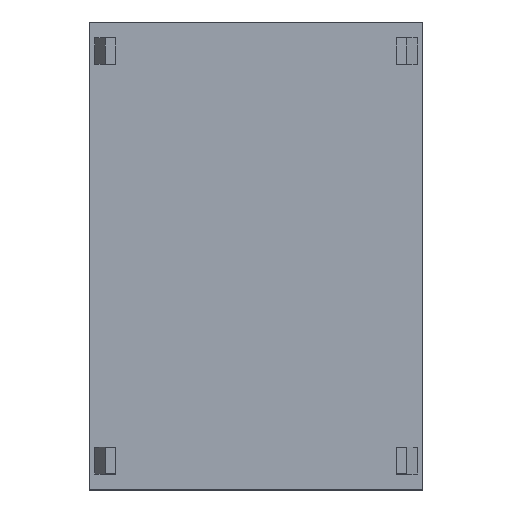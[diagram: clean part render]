
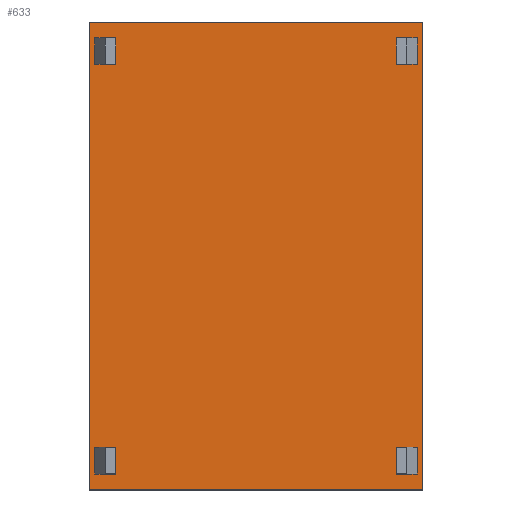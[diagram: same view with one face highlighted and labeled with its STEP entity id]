
A CAD part, top view. The second image highlights one B-rep face of the part: STEP entity #633.
In plain terms, the highlighted planar face has unit normal (0, 0, 1).
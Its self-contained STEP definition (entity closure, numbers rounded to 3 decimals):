
#15=FACE_BOUND('',#86,.T.);
#16=FACE_BOUND('',#87,.T.);
#17=FACE_BOUND('',#88,.T.);
#18=FACE_BOUND('',#89,.T.);
#51=FACE_OUTER_BOUND('',#85,.T.);
#85=EDGE_LOOP('',(#543,#544,#545,#546));
#86=EDGE_LOOP('',(#547,#548,#549,#550));
#87=EDGE_LOOP('',(#551,#552,#553,#554));
#88=EDGE_LOOP('',(#555,#556,#557,#558));
#89=EDGE_LOOP('',(#559,#560,#561,#562));
#100=LINE('',#859,#184);
#105=LINE('',#868,#189);
#112=LINE('',#884,#196);
#118=LINE('',#895,#202);
#128=LINE('',#917,#212);
#133=LINE('',#926,#217);
#143=LINE('',#948,#227);
#148=LINE('',#957,#232);
#150=LINE('',#961,#234);
#151=LINE('',#963,#235);
#153=LINE('',#967,#237);
#154=LINE('',#969,#238);
#156=LINE('',#973,#240);
#157=LINE('',#975,#241);
#160=LINE('',#981,#244);
#161=LINE('',#983,#245);
#165=LINE('',#993,#249);
#168=LINE('',#999,#252);
#171=LINE('',#1005,#255);
#174=LINE('',#1009,#258);
#184=VECTOR('',#700,10.);
#189=VECTOR('',#709,10.);
#196=VECTOR('',#720,10.);
#202=VECTOR('',#730,10.);
#212=VECTOR('',#746,10.);
#217=VECTOR('',#755,10.);
#227=VECTOR('',#771,10.);
#232=VECTOR('',#780,10.);
#234=VECTOR('',#784,10.);
#235=VECTOR('',#787,10.);
#237=VECTOR('',#791,10.);
#238=VECTOR('',#794,10.);
#240=VECTOR('',#798,10.);
#241=VECTOR('',#801,10.);
#244=VECTOR('',#806,10.);
#245=VECTOR('',#809,10.);
#249=VECTOR('',#817,10.);
#252=VECTOR('',#822,10.);
#255=VECTOR('',#827,10.);
#258=VECTOR('',#832,10.);
#266=VERTEX_POINT('',#856);
#267=VERTEX_POINT('',#858);
#269=VERTEX_POINT('',#866);
#275=VERTEX_POINT('',#881);
#276=VERTEX_POINT('',#883);
#279=VERTEX_POINT('',#893);
#287=VERTEX_POINT('',#914);
#288=VERTEX_POINT('',#916);
#290=VERTEX_POINT('',#924);
#298=VERTEX_POINT('',#945);
#299=VERTEX_POINT('',#947);
#301=VERTEX_POINT('',#955);
#302=VERTEX_POINT('',#959);
#303=VERTEX_POINT('',#965);
#304=VERTEX_POINT('',#971);
#306=VERTEX_POINT('',#979);
#309=VERTEX_POINT('',#990);
#310=VERTEX_POINT('',#992);
#312=VERTEX_POINT('',#998);
#314=VERTEX_POINT('',#1004);
#324=EDGE_CURVE('',#267,#266,#100,.T.);
#329=EDGE_CURVE('',#266,#269,#105,.T.);
#336=EDGE_CURVE('',#276,#275,#112,.T.);
#342=EDGE_CURVE('',#275,#279,#118,.T.);
#352=EDGE_CURVE('',#288,#287,#128,.T.);
#357=EDGE_CURVE('',#287,#290,#133,.T.);
#367=EDGE_CURVE('',#299,#298,#143,.T.);
#372=EDGE_CURVE('',#298,#301,#148,.T.);
#374=EDGE_CURVE('',#301,#302,#150,.T.);
#375=EDGE_CURVE('',#302,#299,#151,.T.);
#377=EDGE_CURVE('',#290,#303,#153,.T.);
#378=EDGE_CURVE('',#303,#288,#154,.T.);
#380=EDGE_CURVE('',#269,#304,#156,.T.);
#381=EDGE_CURVE('',#304,#267,#157,.T.);
#384=EDGE_CURVE('',#279,#306,#160,.T.);
#385=EDGE_CURVE('',#306,#276,#161,.T.);
#389=EDGE_CURVE('',#310,#309,#165,.T.);
#392=EDGE_CURVE('',#312,#310,#168,.T.);
#395=EDGE_CURVE('',#314,#312,#171,.T.);
#398=EDGE_CURVE('',#309,#314,#174,.T.);
#543=ORIENTED_EDGE('',*,*,#398,.T.);
#544=ORIENTED_EDGE('',*,*,#395,.T.);
#545=ORIENTED_EDGE('',*,*,#392,.T.);
#546=ORIENTED_EDGE('',*,*,#389,.T.);
#547=ORIENTED_EDGE('',*,*,#374,.T.);
#548=ORIENTED_EDGE('',*,*,#375,.T.);
#549=ORIENTED_EDGE('',*,*,#367,.T.);
#550=ORIENTED_EDGE('',*,*,#372,.T.);
#551=ORIENTED_EDGE('',*,*,#357,.T.);
#552=ORIENTED_EDGE('',*,*,#377,.T.);
#553=ORIENTED_EDGE('',*,*,#378,.T.);
#554=ORIENTED_EDGE('',*,*,#352,.T.);
#555=ORIENTED_EDGE('',*,*,#329,.T.);
#556=ORIENTED_EDGE('',*,*,#380,.T.);
#557=ORIENTED_EDGE('',*,*,#381,.T.);
#558=ORIENTED_EDGE('',*,*,#324,.T.);
#559=ORIENTED_EDGE('',*,*,#342,.T.);
#560=ORIENTED_EDGE('',*,*,#384,.T.);
#561=ORIENTED_EDGE('',*,*,#385,.T.);
#562=ORIENTED_EDGE('',*,*,#336,.T.);
#599=PLANE('',#681);
#633=ADVANCED_FACE('',(#51,#15,#16,#17,#18),#599,.T.);
#681=AXIS2_PLACEMENT_3D('',#1010,#833,#834);
#700=DIRECTION('',(-1.,0.,0.));
#709=DIRECTION('',(0.,1.,0.));
#720=DIRECTION('',(-1.,0.,0.));
#730=DIRECTION('',(0.,1.,0.));
#746=DIRECTION('',(1.,0.,0.));
#755=DIRECTION('',(0.,-1.,0.));
#771=DIRECTION('',(1.,0.,0.));
#780=DIRECTION('',(0.,-1.,0.));
#784=DIRECTION('',(-1.,0.,0.));
#787=DIRECTION('',(0.,1.,0.));
#791=DIRECTION('',(-1.,0.,0.));
#794=DIRECTION('',(0.,1.,0.));
#798=DIRECTION('',(1.,0.,0.));
#801=DIRECTION('',(0.,-1.,0.));
#806=DIRECTION('',(1.,0.,0.));
#809=DIRECTION('',(0.,-1.,0.));
#817=DIRECTION('',(-1.,0.,0.));
#822=DIRECTION('',(0.,1.,0.));
#827=DIRECTION('',(1.,0.,0.));
#832=DIRECTION('',(0.,-1.,0.));
#833=DIRECTION('center_axis',(0.,0.,1.));
#834=DIRECTION('ref_axis',(1.,0.,0.));
#856=CARTESIAN_POINT('',(83.,80.2,2.));
#858=CARTESIAN_POINT('',(85.,80.2,2.));
#859=CARTESIAN_POINT('',(97.2,80.2,2.));
#866=CARTESIAN_POINT('',(83.,85.2,2.));
#868=CARTESIAN_POINT('',(83.,64.65,2.));
#881=CARTESIAN_POINT('',(83.,3.,2.));
#883=CARTESIAN_POINT('',(85.,3.,2.));
#884=CARTESIAN_POINT('',(97.2,3.,2.));
#893=CARTESIAN_POINT('',(83.,8.,2.));
#895=CARTESIAN_POINT('',(83.,26.05,2.));
#914=CARTESIAN_POINT('',(139.8,8.,2.));
#916=CARTESIAN_POINT('',(137.8,8.,2.));
#917=CARTESIAN_POINT('',(125.6,8.,2.));
#924=CARTESIAN_POINT('',(139.8,3.,2.));
#926=CARTESIAN_POINT('',(139.8,23.55,2.));
#945=CARTESIAN_POINT('',(139.8,85.2,2.));
#947=CARTESIAN_POINT('',(137.8,85.2,2.));
#948=CARTESIAN_POINT('',(125.6,85.2,2.));
#955=CARTESIAN_POINT('',(139.8,80.2,2.));
#957=CARTESIAN_POINT('',(139.8,62.15,2.));
#959=CARTESIAN_POINT('',(137.8,80.2,2.));
#961=CARTESIAN_POINT('',(124.6,80.2,2.));
#963=CARTESIAN_POINT('',(137.8,64.65,2.));
#965=CARTESIAN_POINT('',(137.8,3.,2.));
#967=CARTESIAN_POINT('',(124.6,3.,2.));
#969=CARTESIAN_POINT('',(137.8,26.05,2.));
#971=CARTESIAN_POINT('',(85.,85.2,2.));
#973=CARTESIAN_POINT('',(98.2,85.2,2.));
#975=CARTESIAN_POINT('',(85.,62.15,2.));
#979=CARTESIAN_POINT('',(85.,8.,2.));
#981=CARTESIAN_POINT('',(98.2,8.,2.));
#983=CARTESIAN_POINT('',(85.,23.55,2.));
#990=CARTESIAN_POINT('',(80.,88.2,2.));
#992=CARTESIAN_POINT('',(142.8,88.2,2.));
#993=CARTESIAN_POINT('',(142.8,88.2,2.));
#998=CARTESIAN_POINT('',(142.8,0.,2.));
#999=CARTESIAN_POINT('',(142.8,0.,2.));
#1004=CARTESIAN_POINT('',(80.,0.,2.));
#1005=CARTESIAN_POINT('',(80.,0.,2.));
#1009=CARTESIAN_POINT('',(80.,88.2,2.));
#1010=CARTESIAN_POINT('Origin',(111.4,44.1,2.));
